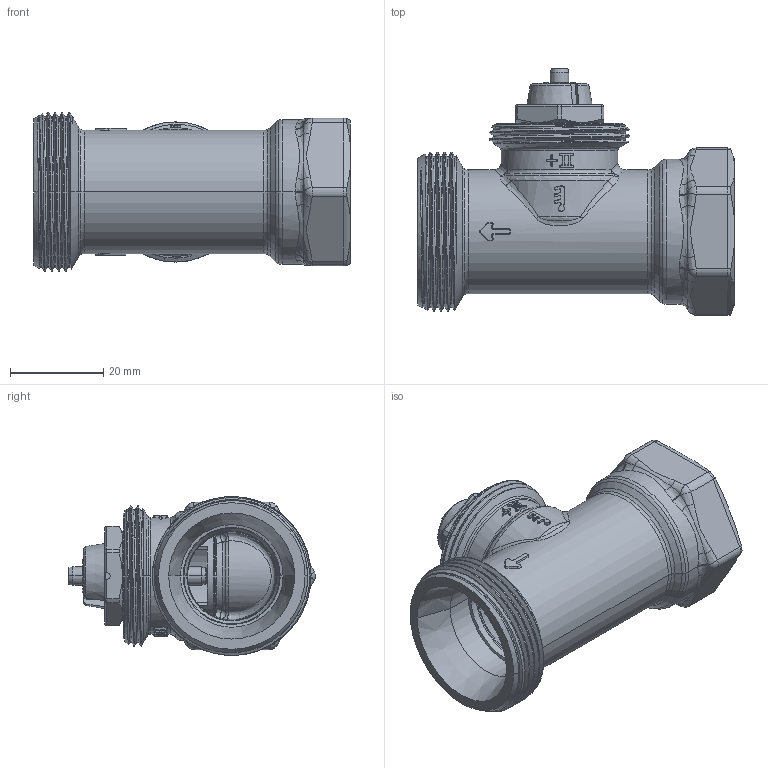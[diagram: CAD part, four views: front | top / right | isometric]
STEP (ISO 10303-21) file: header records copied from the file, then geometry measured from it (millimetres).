
FILE_DESCRIPTION((''),'2;1');
FILE_NAME('50820-020-GEWINDE_SW0001','2016-06-09T',('marann'),(''),'PRO/ENGINEER BY PARAMETRIC TECHNOLOGY CORPORATION, 2011490','PRO/ENGINEER BY PARAMETRIC TECHNOLOGY CORPORATION, 2011490','');
FILE_SCHEMA(('CONFIG_CONTROL_DESIGN'));
Products named in the file (1): 50820-020-GEWINDE_SW0001
Bounding box: 67.85 x 52.88 x 33.99 mm (x, y, z)
Volume: 24509.9 mm3; surface area: 19741.3 mm2
Topology: 2 solids, 2 shells, 808 faces, 2107 edges, 1315 vertices
Faces by surface type: bspline 333, cylinder 162, plane 109, cone 102, torus 83, sphere 18, extrusion 1
Entity records: 64052 total; most frequent: CARTESIAN_POINT 47046, ORIENTED_EDGE 4170, DIRECTION 2487, EDGE_CURVE 2085, VERTEX_POINT 1315, B_SPLINE_CURVE_WITH_KNOTS 1024, AXIS2_PLACEMENT_3D 950, EDGE_LOOP 848
